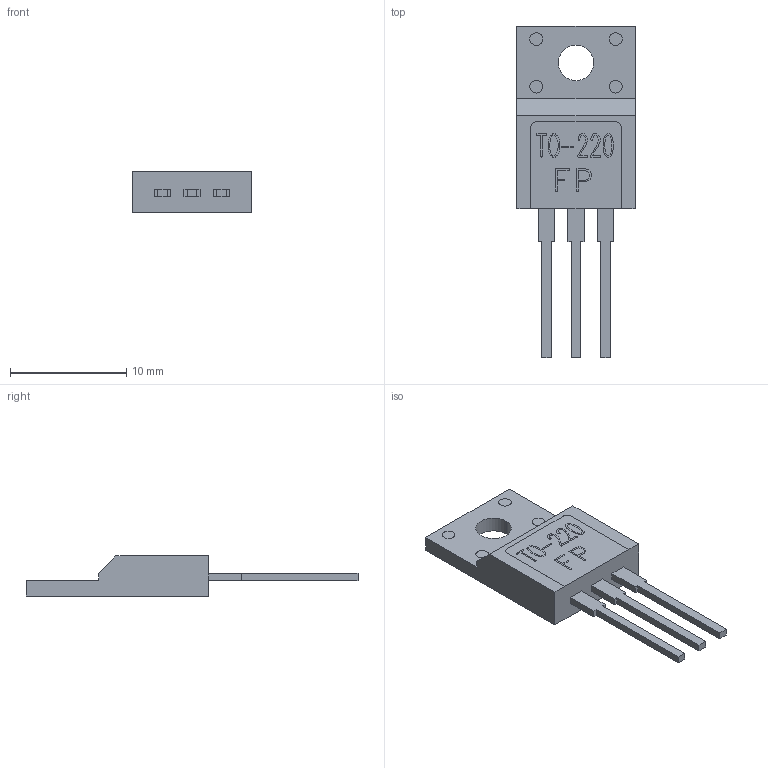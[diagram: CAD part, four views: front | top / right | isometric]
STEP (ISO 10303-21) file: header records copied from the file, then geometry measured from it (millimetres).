
FILE_DESCRIPTION (( 'STEP AP214' ), '1' );
FILE_NAME ('眛-220 FP.STEP', '2024-05-09T09:40:46', ( '' ), ( '' ), 'SwSTEP 2.0', 'SolidWorks 2024', '' );
FILE_SCHEMA (( 'AUTOMOTIVE_DESIGN' ));
Length unit declared in the file: millimetre
Products named in the file (1): ТО-220 FP
Bounding box: 10.2 x 28.6 x 3.45 mm (x, y, z)
Volume: 421.3 mm3; surface area: 581 mm2
Topology: 1 solids, 1 shells, 309 faces, 867 edges, 578 vertices
Faces by surface type: plane 210, bspline 87, cylinder 12
Entity records: 14749 total; most frequent: CARTESIAN_POINT 3922, ORIENTED_EDGE 1734, DIRECTION 1163, EDGE_CURVE 867, LINE 669, VECTOR 669, VERTEX_POINT 578, EDGE_LOOP 329
